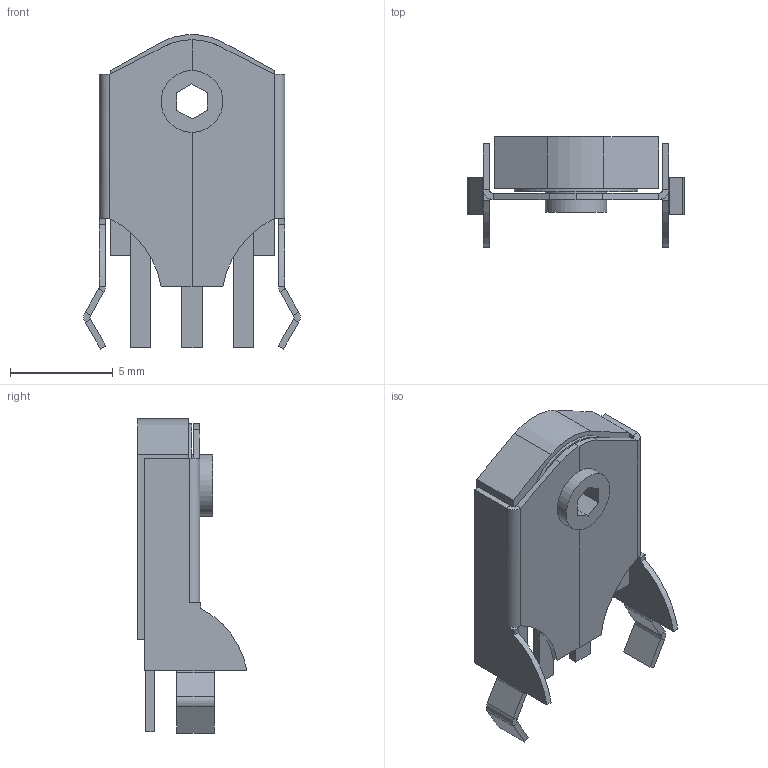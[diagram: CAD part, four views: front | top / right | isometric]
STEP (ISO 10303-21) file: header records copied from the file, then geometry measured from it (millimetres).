
FILE_DESCRIPTION(('FreeCAD Model'),'2;1');
FILE_NAME('Open CASCADE Shape Model','2023-03-07T16:37:28',(''),(''), 'Open CASCADE STEP processor 7.6','FreeCAD','Unknown');
FILE_SCHEMA(('AUTOMOTIVE_DESIGN { 1 0 10303 214 1 1 1 1 }'));
Length unit declared in the file: millimetre
Products named in the file (5): encoder3; encoder2_001; brake_well1_001; terminal1_001; base1_001
Assembly tree (4 placements, depth 2):
  encoder3
    encoder2_001
    brake_well1_001
    terminal1_001
    base1_001
Bounding box: 10.52 x 5.34 x 15.28 mm (x, y, z)
Volume: 197.2 mm3; surface area: 849.4 mm2
Topology: 4 solids, 4 shells, 113 faces, 264 edges, 158 vertices
Faces by surface type: plane 76, cylinder 29, bspline 8
Full cylindrical faces by diameter (mm): 3 x3, 6 x1
Entity records: 4217 total; most frequent: CARTESIAN_POINT 1544, ORIENTED_EDGE 528, DIRECTION 522, EDGE_CURVE 264, LINE 190, VECTOR 190, AXIS2_PLACEMENT_3D 166, VERTEX_POINT 158
